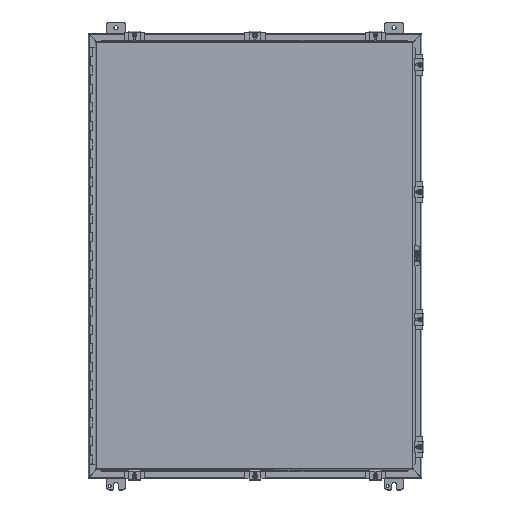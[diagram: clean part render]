
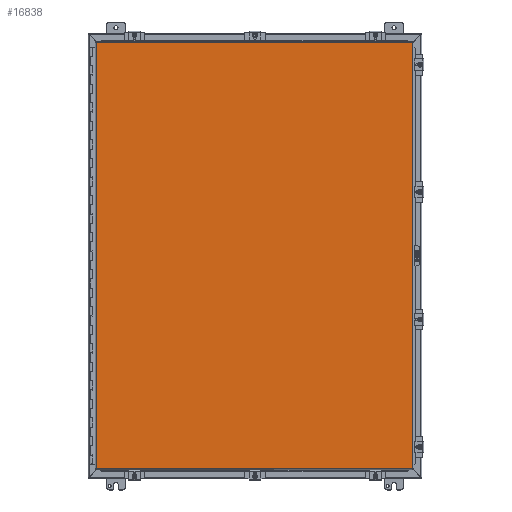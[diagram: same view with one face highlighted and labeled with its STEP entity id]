
A CAD part, top view. The second image highlights one B-rep face of the part: STEP entity #16838.
In plain terms, the highlighted face is planar.
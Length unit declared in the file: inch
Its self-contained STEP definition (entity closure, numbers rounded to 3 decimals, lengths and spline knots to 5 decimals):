
#1470=LINE('',#26431,#3143);
#1476=LINE('',#26552,#3149);
#1486=LINE('',#26705,#3159);
#1489=LINE('',#26738,#3162);
#3143=VECTOR('',#20767,0.3937);
#3149=VECTOR('',#20781,0.3937);
#3159=VECTOR('',#20803,0.3937);
#3162=VECTOR('',#20812,0.3937);
#4763=PLANE('',#18205);
#5433=FACE_OUTER_BOUND('',#6349,.T.);
#6349=EDGE_LOOP('',(#13207,#13208,#13209,#13210));
#8089=VERTEX_POINT('',#26422);
#8090=VERTEX_POINT('',#26430);
#8093=VERTEX_POINT('',#26500);
#8094=VERTEX_POINT('',#26544);
#9946=EDGE_CURVE('',#8090,#8089,#1470,.T.);
#9959=EDGE_CURVE('',#8093,#8094,#1476,.T.);
#9976=EDGE_CURVE('',#8089,#8093,#1486,.T.);
#9980=EDGE_CURVE('',#8094,#8090,#1489,.T.);
#13207=ORIENTED_EDGE('',*,*,#9976,.T.);
#13208=ORIENTED_EDGE('',*,*,#9959,.T.);
#13209=ORIENTED_EDGE('',*,*,#9980,.T.);
#13210=ORIENTED_EDGE('',*,*,#9946,.T.);
#16838=ADVANCED_FACE('',(#5433),#4763,.F.);
#18205=AXIS2_PLACEMENT_3D('',#26818,#20826,#20827);
#20767=DIRECTION('',(-1.,0.,0.));
#20781=DIRECTION('',(1.,0.,0.));
#20803=DIRECTION('',(0.,1.,0.));
#20812=DIRECTION('',(0.,-1.,0.));
#20826=DIRECTION('center_axis',(0.,0.,1.));
#20827=DIRECTION('ref_axis',(1.,0.,0.));
#26422=CARTESIAN_POINT('',(-17.08225,-22.9885,0.));
#26430=CARTESIAN_POINT('',(17.08225,-22.9885,0.));
#26431=CARTESIAN_POINT('',(8.54113,-22.9885,0.));
#26500=CARTESIAN_POINT('',(-17.08225,22.9885,0.));
#26544=CARTESIAN_POINT('',(17.08225,22.9885,0.));
#26552=CARTESIAN_POINT('',(-8.59375,22.9885,0.));
#26705=CARTESIAN_POINT('',(-17.08225,-11.49425,0.));
#26738=CARTESIAN_POINT('',(17.08225,11.49425,0.));
#26818=CARTESIAN_POINT('Origin',(0.,0.,
0.));
